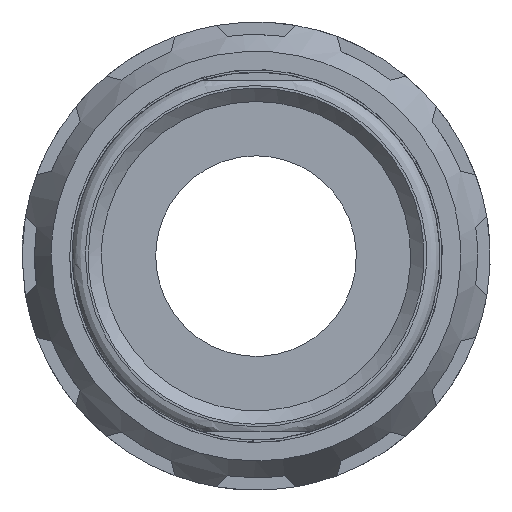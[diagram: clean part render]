
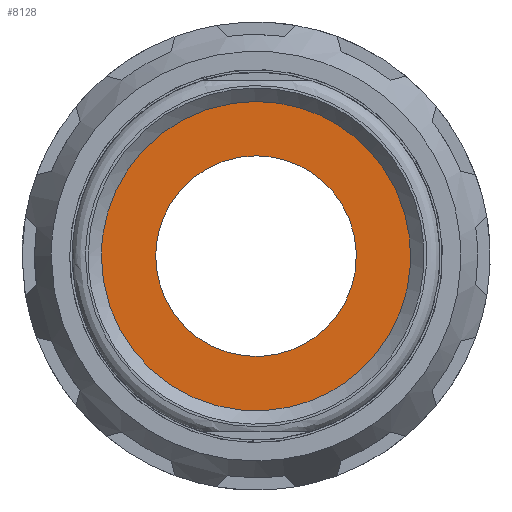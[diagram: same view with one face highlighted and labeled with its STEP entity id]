
A CAD part, front view. The second image highlights one B-rep face of the part: STEP entity #8128.
In plain terms, the highlighted free-form (B-spline) face has degree [1, 1] with [2, 2] control points.
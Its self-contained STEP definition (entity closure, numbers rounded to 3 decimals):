
#8071=CARTESIAN_POINT('V10',(-9.25,-58.0,0.)
   );
#8072=VERTEX_POINT('V10',#8071);
#8078=CARTESIAN_POINT('E13',(-9.25,-58.0,0.)
   );
#8079=CARTESIAN_POINT('E13',(-9.25,-58.0,
   -16.021));
#8080=CARTESIAN_POINT('E13',(4.625,-58.0,
   -8.011));
#8081=CARTESIAN_POINT('E13',(18.5,-58.0,0.)
   );
#8082=CARTESIAN_POINT('E13',(4.625,-58.0,
   8.011));
#8083=CARTESIAN_POINT('E13',(-9.25,-58.0,
   16.021));
#8084=CARTESIAN_POINT('E13',(-9.25,-58.0,0.)
   );
#8092=(BOUNDED_CURVE()B_SPLINE_CURVE(2,(#8078,#8079,#8080,#8081,
   #8082,#8083,#8084),.CIRCULAR_ARC.,.T.,.U.)
   B_SPLINE_CURVE_WITH_KNOTS((3,2,2,3),(0.0,0.333,
   0.667,1.0),.UNSPECIFIED.)CURVE()
   GEOMETRIC_REPRESENTATION_ITEM()RATIONAL_B_SPLINE_CURVE((1.0,
   0.5,1.0,0.5,1.0,0.5,1.0)
   )REPRESENTATION_ITEM('E13'));
#8093=EDGE_CURVE('E13',#8072,#8072,#8092,.T.);
#8099=CARTESIAN_POINT('F7',(10.175,-58.0,
   -10.175));
#8100=CARTESIAN_POINT('F7',(-10.175,-58.0,
   -10.175));
#8101=CARTESIAN_POINT('F7',(10.175,-58.0,
   10.175));
#8102=CARTESIAN_POINT('F7',(-10.175,-58.0,
   10.175));
#8103=QUASI_UNIFORM_SURFACE('F7',1,1,((#8099,#8101),(#8100,#8102)),
   .PLANE_SURF.,.F.,.F.,.U.);
#8104=ORIENTED_EDGE('E13',*,*,#8093,.T.);
#8105=EDGE_LOOP('F7',(#8104));
#8106=FACE_OUTER_BOUND('F7',#8105,.T.);
#8107=CARTESIAN_POINT('V11',(-6.,-58.0,0.)
   );
#8108=VERTEX_POINT('V11',#8107);
#8109=CARTESIAN_POINT('E14',(-6.,-58.0,0.)
   );
#8110=CARTESIAN_POINT('E14',(-6.,-58.0,
   -10.392));
#8111=CARTESIAN_POINT('E14',(3.,-58.0,
   -5.196));
#8112=CARTESIAN_POINT('E14',(12.,-58.0,0.)
   );
#8113=CARTESIAN_POINT('E14',(3.,-58.0,
   5.196));
#8114=CARTESIAN_POINT('E14',(-6.,-58.0,
   10.392));
#8115=CARTESIAN_POINT('E14',(-6.,-58.0,0.)
   );
#8123=(BOUNDED_CURVE()B_SPLINE_CURVE(2,(#8109,#8110,#8111,#8112,
   #8113,#8114,#8115),.CIRCULAR_ARC.,.T.,.U.)
   B_SPLINE_CURVE_WITH_KNOTS((3,2,2,3),(0.0,0.333,
   0.667,1.0),.UNSPECIFIED.)CURVE()
   GEOMETRIC_REPRESENTATION_ITEM()RATIONAL_B_SPLINE_CURVE((1.0,
   0.5,1.0,0.5,1.0,0.5,1.0)
   )REPRESENTATION_ITEM('E14'));
#8124=EDGE_CURVE('E14',#8108,#8108,#8123,.T.);
#8125=ORIENTED_EDGE('E14',*,*,#8124,.F.);
#8126=EDGE_LOOP('F7',(#8125));
#8127=FACE_BOUND('F7',#8126,.T.);
#8128=ADVANCED_FACE('F7',(#8106,#8127),#8103,.F.);
